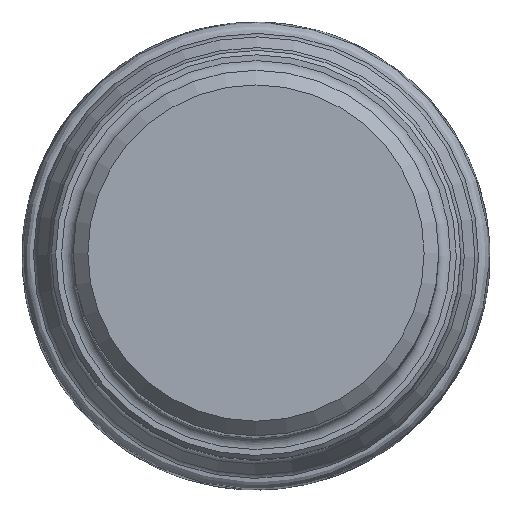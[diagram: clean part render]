
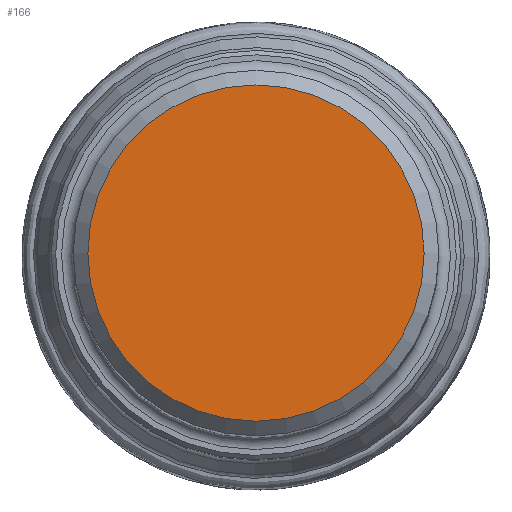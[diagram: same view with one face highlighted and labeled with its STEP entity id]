
A CAD part, top view. The second image highlights one B-rep face of the part: STEP entity #166.
In plain terms, the highlighted planar face has unit normal (0, 0, 1).
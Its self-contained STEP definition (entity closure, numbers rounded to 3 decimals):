
#166=ADVANCED_FACE('CU_SU3',(#174),#172,.F.);
#172=PLANE('',#434);
#174=FACE_OUTER_BOUND('',#208,.T.);
#208=EDGE_LOOP('',(#244));
#244=ORIENTED_EDGE('',*,*,#283,.F.);
#264=VERTEX_POINT('',#606);
#283=EDGE_CURVE('',#264,#264,#301,.T.);
#301=CIRCLE('',#433,11.5);
#433=AXIS2_PLACEMENT_3D('',#605,#524,#525);
#434=AXIS2_PLACEMENT_3D('',#607,#526,#527);
#524=DIRECTION('',(0.,0.,-1.));
#525=DIRECTION('',(-1.,0.,0.));
#526=DIRECTION('',(0.,0.,-1.));
#527=DIRECTION('',(-1.,0.,0.));
#605=CARTESIAN_POINT('',(0.,0.,0.));
#606=CARTESIAN_POINT('',(-11.5,0.,0.));
#607=CARTESIAN_POINT('',(0.,0.,0.));
